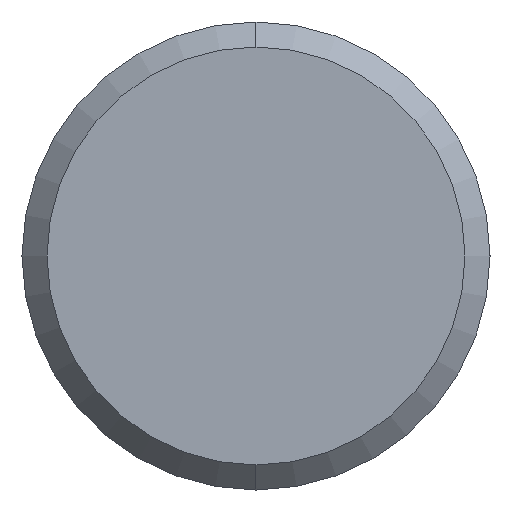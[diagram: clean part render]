
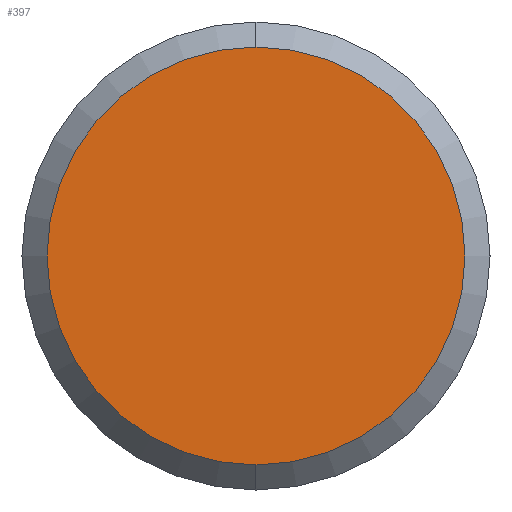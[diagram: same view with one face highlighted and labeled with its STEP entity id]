
A CAD part, left-side view. The second image highlights one B-rep face of the part: STEP entity #397.
In plain terms, the highlighted planar face has unit normal (-1, 0, 0).
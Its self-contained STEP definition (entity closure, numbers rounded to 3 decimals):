
#112=CARTESIAN_POINT('',(-1.245,0.,0.));
#113=DIRECTION('',(1.,0.,0.));
#114=DIRECTION('',(0.,0.,-1.));
#115=AXIS2_PLACEMENT_3D('',#112,#113,#114);
#117=CARTESIAN_POINT('',(-1.245,0.,0.));
#118=DIRECTION('',(1.,0.,0.));
#119=DIRECTION('',(0.,0.,1.));
#120=AXIS2_PLACEMENT_3D('',#117,#118,#119);
#218=CARTESIAN_POINT('',(-1.245,0.,-2.121));
#219=VERTEX_POINT('',#218);
#220=CARTESIAN_POINT('',(-1.245,0.,2.121));
#221=VERTEX_POINT('',#220);
#388=CARTESIAN_POINT('',(-1.245,0.,0.));
#389=DIRECTION('',(-1.,0.,0.));
#390=DIRECTION('',(0.,0.,1.));
#391=AXIS2_PLACEMENT_3D('',#388,#389,#390);
#392=PLANE('',#391);
#393=ORIENTED_EDGE('',*,*,#370,.T.);
#394=ORIENTED_EDGE('',*,*,#355,.T.);
#395=EDGE_LOOP('',(#393,#394));
#396=FACE_OUTER_BOUND('',#395,.F.);
#397=ADVANCED_FACE('',(#396),#392,.T.);
#116=CIRCLE('',#115,2.121);
#121=CIRCLE('',#120,2.121);
#355=EDGE_CURVE('',#221,#219,#121,.T.);
#370=EDGE_CURVE('',#219,#221,#116,.T.);
